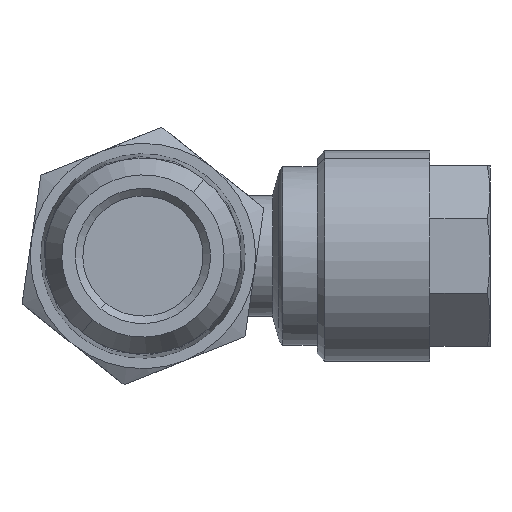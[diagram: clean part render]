
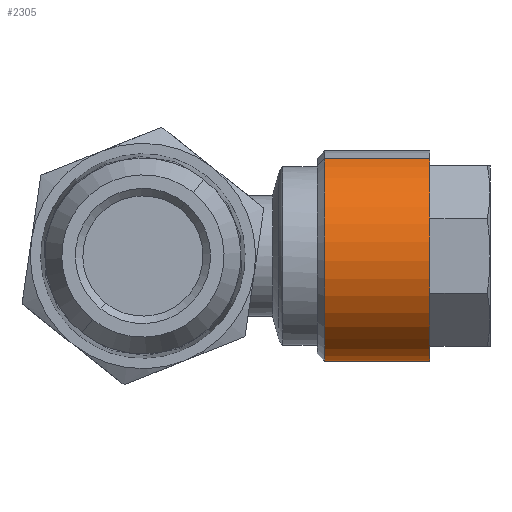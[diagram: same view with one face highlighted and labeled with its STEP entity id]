
A CAD part, front view. The second image highlights one B-rep face of the part: STEP entity #2305.
In plain terms, the highlighted cylindrical face has radius 7 mm (diameter 14 mm), a partial arc.
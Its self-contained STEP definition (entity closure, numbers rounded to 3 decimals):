
#389 = EDGE_LOOP ( 'NONE', ( #3167, #3168, #3169, #3170 ) ) ;
#825 = CARTESIAN_POINT ( 'NONE',  ( 19.1, 24.679, -6.467 ) ) ;
#830 = CARTESIAN_POINT ( 'NONE',  ( 19.1, 19.321, 6.467 ) ) ;
#838 = CARTESIAN_POINT ( 'NONE',  ( 12.1, 24.679, -6.467 ) ) ;
#839 = CARTESIAN_POINT ( 'NONE',  ( 12.1, 19.321, 6.467 ) ) ;
#987 = DIRECTION ( 'NONE',  ( -1., 0., 0. ) ) ;
#990 = DIRECTION ( 'NONE',  ( -1., 0., 0. ) ) ;
#991 = CARTESIAN_POINT ( 'NONE',  ( 11.6, 19.321, 6.467 ) ) ;
#992 = CARTESIAN_POINT ( 'NONE',  ( 19.1, 22., 0. ) ) ;
#993 = DIRECTION ( 'NONE',  ( -1., 0., 0. ) ) ;
#994 = DIRECTION ( 'NONE',  ( 0., -0.383, 0.924 ) ) ;
#995 = CARTESIAN_POINT ( 'NONE',  ( 11.6, 24.679, -6.467 ) ) ;
#996 = CARTESIAN_POINT ( 'NONE',  ( 12.1, 22., 0. ) ) ;
#997 = DIRECTION ( 'NONE',  ( -1., 0., 0. ) ) ;
#998 = DIRECTION ( 'NONE',  ( 0., 0.383, -0.924 ) ) ;
#1162 = LINE ( 'NONE', #991, #1167 ) ;
#1163 = LINE ( 'NONE', #995, #1170 ) ;
#1165 = CIRCLE ( 'NONE', #2651, 7. ) ;
#1166 = CIRCLE ( 'NONE', #2652, 7. ) ;
#1167 = VECTOR ( 'NONE', #987, 1000. ) ;
#1170 = VECTOR ( 'NONE', #990, 1000. ) ;
#1763 = CARTESIAN_POINT ( 'NONE',  ( 11.6, 22., 0. ) ) ;
#1764 = DIRECTION ( 'NONE',  ( -1., 0., 0. ) ) ;
#1772 = DIRECTION ( 'NONE',  ( 0., 0.383, -0.924 ) ) ;
#2305 = ADVANCED_FACE ( 'NONE', ( #3984 ), #3992, .T. ) ;
#2651 = AXIS2_PLACEMENT_3D ( 'NONE', #992, #993, #994 ) ;
#2652 = AXIS2_PLACEMENT_3D ( 'NONE', #996, #997, #998 ) ;
#3167 = ORIENTED_EDGE ( 'NONE', *, *, #3523, .T. ) ;
#3168 = ORIENTED_EDGE ( 'NONE', *, *, #3524, .T. ) ;
#3169 = ORIENTED_EDGE ( 'NONE', *, *, #3525, .F. ) ;
#3170 = ORIENTED_EDGE ( 'NONE', *, *, #3526, .F. ) ;
#3362 = AXIS2_PLACEMENT_3D ( 'NONE', #1763, #1764, #1772 ) ;
#3430 = VERTEX_POINT ( 'NONE', #825 ) ;
#3435 = VERTEX_POINT ( 'NONE', #830 ) ;
#3443 = VERTEX_POINT ( 'NONE', #838 ) ;
#3444 = VERTEX_POINT ( 'NONE', #839 ) ;
#3523 = EDGE_CURVE ( 'NONE', #3430, #3435, #1165, .T. ) ;
#3524 = EDGE_CURVE ( 'NONE', #3435, #3444, #1162, .T. ) ;
#3525 = EDGE_CURVE ( 'NONE', #3443, #3444, #1166, .T. ) ;
#3526 = EDGE_CURVE ( 'NONE', #3430, #3443, #1163, .T. ) ;
#3984 = FACE_OUTER_BOUND ( 'NONE', #389, .T. ) ;
#3992 = CYLINDRICAL_SURFACE ( 'NONE', #3362, 7. ) ;
